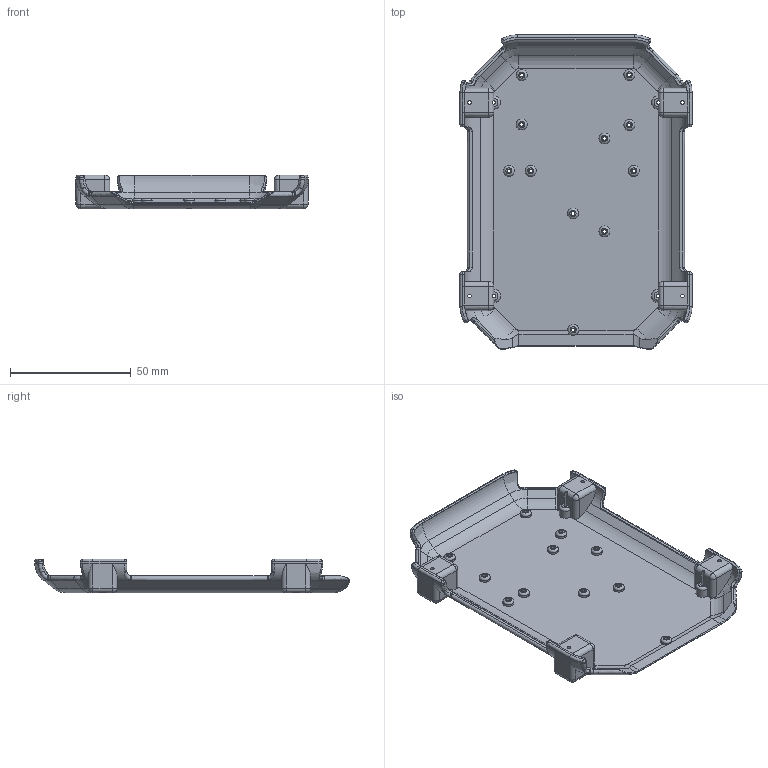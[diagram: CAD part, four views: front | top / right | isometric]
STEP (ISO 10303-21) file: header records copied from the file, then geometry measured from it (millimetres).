
FILE_DESCRIPTION(/* description */ (''),/* implementation_level */ '2;1');
FILE_NAME(/* name */ 'bottom-cover v2.step',/* time_stamp */ '2022-11-05T14:41:43-05:00',/* author */ (''),/* organization */ (''),/* preprocessor_version */ 'ST-DEVELOPER v19.2',/* originating_system */ 'Autodesk Translation Framework v11.17.0.187',/* authorisation */ '');
FILE_SCHEMA (('AUTOMOTIVE_DESIGN { 1 0 10303 214 3 1 1 }'));
Length unit declared in the file: millimetre
Products named in the file (1): bottom-cover
Bounding box: 96 x 129.95 x 14 mm (x, y, z)
Volume: 36253.1 mm3; surface area: 28121.5 mm2
Topology: 1 solids, 1 shells, 480 faces, 1196 edges, 693 vertices
Faces by surface type: cylinder 167, plane 130, bspline 99, cone 35, torus 29, sphere 20
Full cylindrical faces by diameter (mm): 1.5 x19, 4.5 x11, 5 x4
Entity records: 27495 total; most frequent: CARTESIAN_POINT 16221, ORIENTED_EDGE 2340, DIRECTION 2229, EDGE_CURVE 1170, AXIS2_PLACEMENT_3D 894, VERTEX_POINT 693, EDGE_LOOP 519, CIRCLE 495
